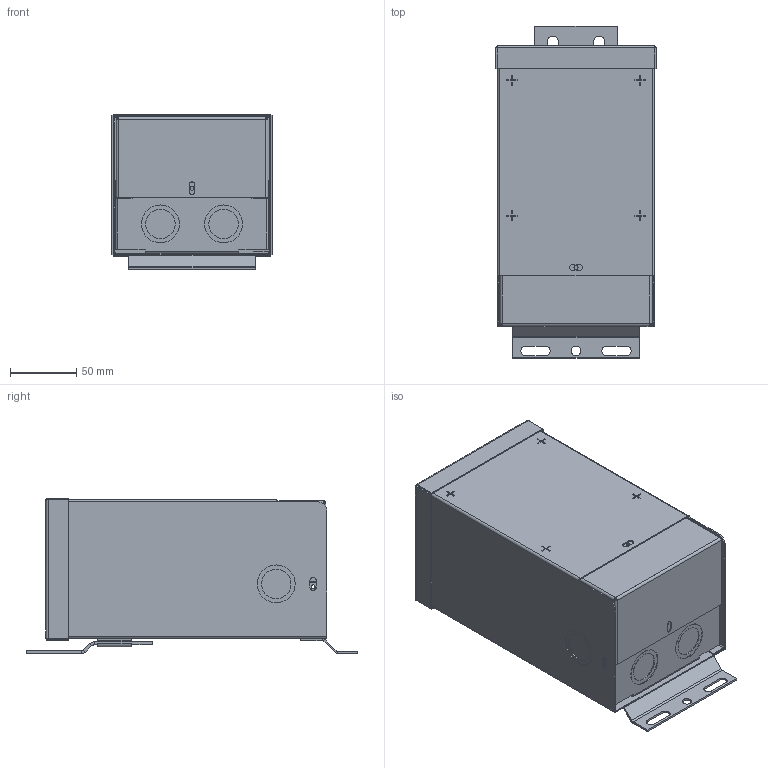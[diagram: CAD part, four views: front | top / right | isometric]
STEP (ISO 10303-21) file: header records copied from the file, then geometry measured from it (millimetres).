
FILE_DESCRIPTION (( 'STEP AP214' ), '1' );
FILE_NAME ('T181052.STEP', '2013-07-18T16:29:37', ( 'Actuant' ), ( 'Actuant' ), 'SwSTEP 2.0', 'SolidWorks 2012', '' );
FILE_SCHEMA (( 'AUTOMOTIVE_DESIGN' ));
Length unit declared in the file: inch
Products named in the file (8): A   -700716-; B   -111577-; A  3-701651-; A  3-701641-; A  3-701640-; A  3-701639-; A  1-113451-; T181052
Assembly tree (7 placements, depth 2):
  T181052
    A  1-113451-
    A  3-701639-
    A  3-701640-
    A  3-701641-
    A  3-701651-
    B   -111577-
    A   -700716-
Bounding box: 120.85 x 250.54 x 117.68 mm (x, y, z)
Volume: 142796.5 mm3; surface area: 294415.9 mm2
Topology: 7 solids, 7 shells, 618 faces, 1506 edges, 940 vertices
Faces by surface type: plane 434, cylinder 152, bspline 12, sphere 8, torus 8, cone 4
Entity records: 18940 total; most frequent: CARTESIAN_POINT 3758, DIRECTION 3034, ORIENTED_EDGE 3012, EDGE_CURVE 1506, LINE 1162, VECTOR 1162, VERTEX_POINT 940, AXIS2_PLACEMENT_3D 936
